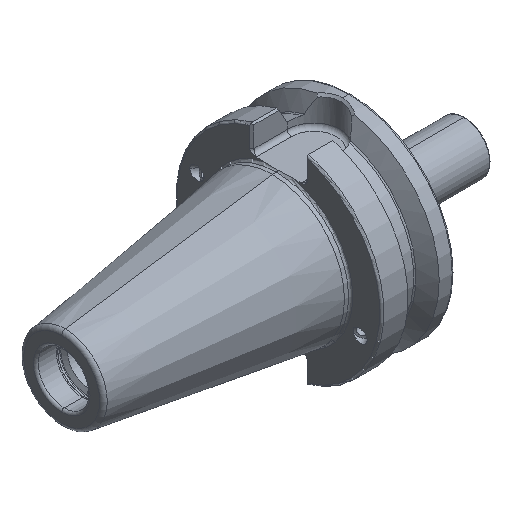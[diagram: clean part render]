
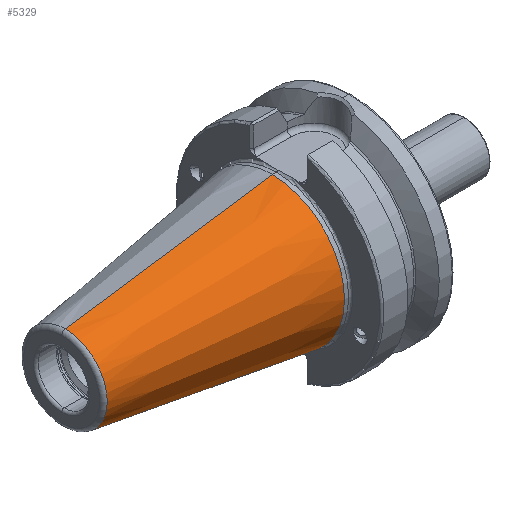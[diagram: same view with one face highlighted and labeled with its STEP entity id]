
A CAD part, isometric view. The second image highlights one B-rep face of the part: STEP entity #5329.
In plain terms, the highlighted conical face has half-angle 8.297 degrees and reference radius 34.925 mm.
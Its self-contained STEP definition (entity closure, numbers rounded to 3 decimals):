
#12 = DIRECTION ( 'NONE',  ( -1., 0., 0. ) ) ;
#31 = ORIENTED_EDGE ( 'NONE', *, *, #4702, .T. ) ;
#48 = AXIS2_PLACEMENT_3D ( 'NONE', #1281, #2531, #455 ) ;
#318 = CARTESIAN_POINT ( 'NONE',  ( 0., 0., -34.925 ) ) ;
#455 = DIRECTION ( 'NONE',  ( 0., 0., -1. ) ) ;
#675 = CIRCLE ( 'NONE', #1993, 20.329 ) ;
#799 = ORIENTED_EDGE ( 'NONE', *, *, #3983, .F. ) ;
#1119 = DIRECTION ( 'NONE',  ( -1., 0., 0. ) ) ;
#1281 = CARTESIAN_POINT ( 'NONE',  ( 0., 0., 0. ) ) ;
#1282 = VERTEX_POINT ( 'NONE', #3921 ) ;
#1366 = EDGE_CURVE ( 'NONE', #2471, #2567, #3562, .T. ) ;
#1818 = CARTESIAN_POINT ( 'NONE',  ( 0., 0., 34.925 ) ) ;
#1993 = AXIS2_PLACEMENT_3D ( 'NONE', #2496, #12, #2914 ) ;
#2227 = CARTESIAN_POINT ( 'NONE',  ( -100.089, 0., -20.329 ) ) ;
#2311 = DIRECTION ( 'NONE',  ( 0.99, 0., -0.144 ) ) ;
#2448 = EDGE_CURVE ( 'NONE', #4385, #1282, #3922, .T. ) ;
#2459 = VECTOR ( 'NONE', #2311, 1000. ) ;
#2471 = VERTEX_POINT ( 'NONE', #2227 ) ;
#2496 = CARTESIAN_POINT ( 'NONE',  ( -100.089, 0., 0. ) ) ;
#2497 = EDGE_LOOP ( 'NONE', ( #5070, #799, #4684, #31 ) ) ;
#2531 = DIRECTION ( 'NONE',  ( 1., 0., 0. ) ) ;
#2567 = VERTEX_POINT ( 'NONE', #318 ) ;
#2813 = VECTOR ( 'NONE', #4691, 1000. ) ;
#2914 = DIRECTION ( 'NONE',  ( 0., 0., 1. ) ) ;
#2917 = CARTESIAN_POINT ( 'NONE',  ( -100.089, 0., 20.329 ) ) ;
#3510 = FACE_OUTER_BOUND ( 'NONE', #2497, .T. ) ;
#3540 = CARTESIAN_POINT ( 'NONE',  ( 0., 0., -34.925 ) ) ;
#3562 = LINE ( 'NONE', #3540, #2459 ) ;
#3609 = CARTESIAN_POINT ( 'NONE',  ( 0., 0., 0. ) ) ;
#3767 = CIRCLE ( 'NONE', #4276, 34.925 ) ;
#3921 = CARTESIAN_POINT ( 'NONE',  ( 0., 0., 34.925 ) ) ;
#3922 = LINE ( 'NONE', #1818, #2813 ) ;
#3983 = EDGE_CURVE ( 'NONE', #2471, #4385, #675, .T. ) ;
#4019 = DIRECTION ( 'NONE',  ( 0., 0., 1. ) ) ;
#4276 = AXIS2_PLACEMENT_3D ( 'NONE', #3609, #1119, #4019 ) ;
#4385 = VERTEX_POINT ( 'NONE', #2917 ) ;
#4473 = CONICAL_SURFACE ( 'NONE', #48, 34.925, 0.145 ) ;
#4684 = ORIENTED_EDGE ( 'NONE', *, *, #1366, .T. ) ;
#4691 = DIRECTION ( 'NONE',  ( 0.99, 0., 0.144 ) ) ;
#4702 = EDGE_CURVE ( 'NONE', #2567, #1282, #3767, .T. ) ;
#5070 = ORIENTED_EDGE ( 'NONE', *, *, #2448, .F. ) ;
#5329 = ADVANCED_FACE ( 'NONE', ( #3510 ), #4473, .T. ) ;
